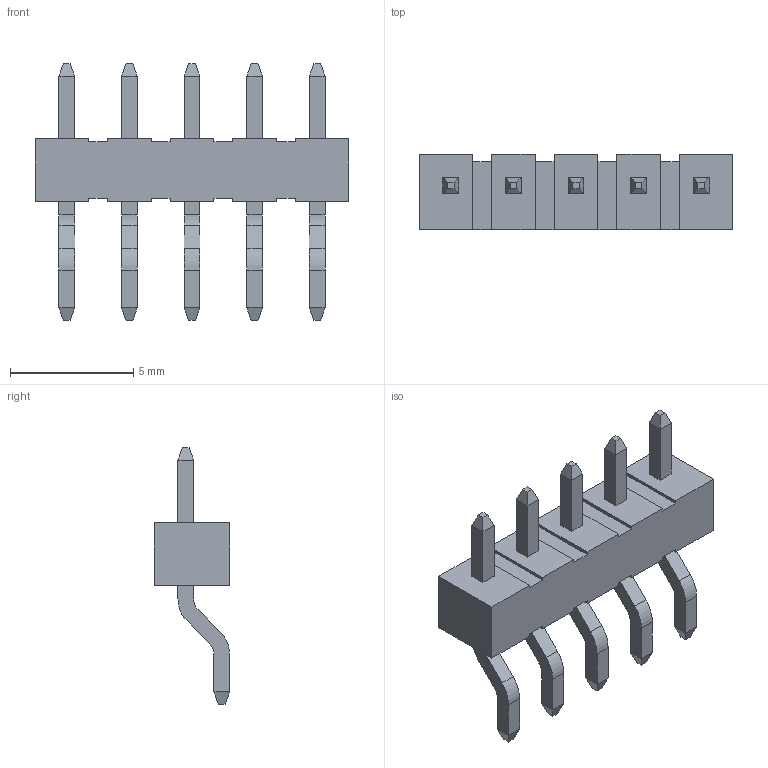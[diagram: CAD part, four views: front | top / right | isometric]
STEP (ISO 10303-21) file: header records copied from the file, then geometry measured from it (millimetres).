
FILE_DESCRIPTION(/* description */ ('STEP AP214'),/* implementation_level */ '2;1');
FILE_NAME(/* name */ 'TSM-105-04-T-SH-TR',/* time_stamp */ '2023-11-01T13:47:41+01:00',/* author */ ('License CC BY-ND 4.0'),/* organization */ ('CADENAS'),/* preprocessor_version */ 'ST-DEVELOPER v19.3',/* originating_system */ 'PARTsolutions',/* authorisation */ ' ');
FILE_SCHEMA (('AUTOMOTIVE_DESIGN {1 0 10303 214 3 1 1}'));
Length unit declared in the file: inch
Products named in the file (3): TSM-105-04-T-SH-TR; T-1S6-07(-04-5-SH); TSM-105-04-SH_body
Assembly tree (2 placements, depth 2):
  TSM-105-04-T-SH-TR
    T-1S6-07(-04-5-SH)
    TSM-105-04-SH_body
Bounding box: 12.7 x 3.05 x 10.41 mm (x, y, z)
Volume: 111.2 mm3; surface area: 342.2 mm2
Topology: 2 solids, 2 shells, 176 faces, 476 edges, 304 vertices
Faces by surface type: plane 156, cylinder 20
Entity records: 5498 total; most frequent: CARTESIAN_POINT 959, ORIENTED_EDGE 952, DIRECTION 874, EDGE_CURVE 476, LINE 436, VECTOR 436, VERTEX_POINT 304, AXIS2_PLACEMENT_3D 219
